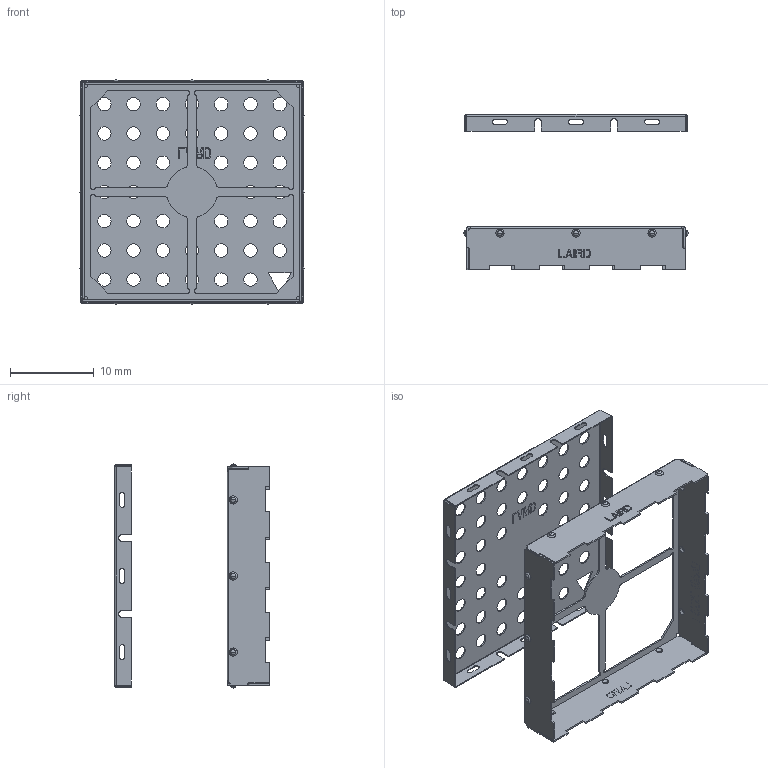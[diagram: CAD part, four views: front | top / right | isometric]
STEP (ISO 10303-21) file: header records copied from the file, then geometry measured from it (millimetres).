
FILE_DESCRIPTION (( 'STEP AP214' ), '1' );
FILE_NAME ('Laird-BMI-S-203 Frame and Cover.STEP', '2020-10-19T08:45:40', ( '' ), ( '' ), 'SwSTEP 2.0', 'SolidWorks 2020', '' );
FILE_SCHEMA (( 'AUTOMOTIVE_DESIGN' ));
Length unit declared in the file: millimetre
Products named in the file (3): Laird-BMI-S-203-F  and  BMI-S-203-C_BMI-S-203-C; Laird-BMI-S-203-F  and  BMI-S-203-C_BMI-S-203-F; Laird-BMI-S-203 Frame and Cover
Assembly tree (2 placements, depth 2):
  Laird-BMI-S-203 Frame and Cover
    Laird-BMI-S-203-F  and  BMI-S-203-C_BMI-S-203-F
    Laird-BMI-S-203-F  and  BMI-S-203-C_BMI-S-203-C
Bounding box: 26.82 x 18.54 x 26.82 mm (x, y, z)
Volume: 231.9 mm3; surface area: 3015.6 mm2
Topology: 2 solids, 2 shells, 1092 faces, 2977 edges, 1950 vertices
Faces by surface type: plane 719, cylinder 242, bspline 76, cone 55
Entity records: 35849 total; most frequent: CARTESIAN_POINT 7728, ORIENTED_EDGE 5954, DIRECTION 5547, EDGE_CURVE 2977, LINE 2317, VECTOR 2317, VERTEX_POINT 1950, AXIS2_PLACEMENT_3D 1615
